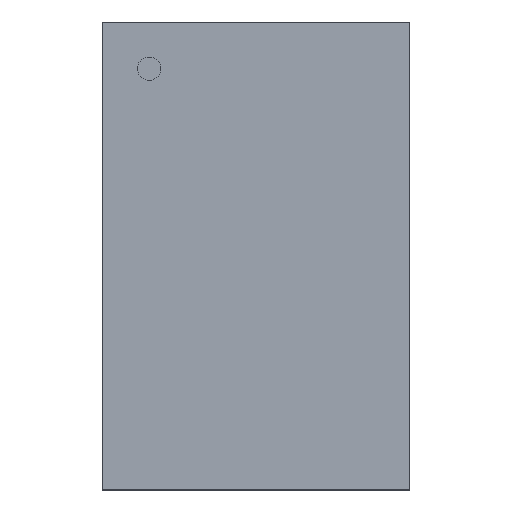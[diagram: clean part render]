
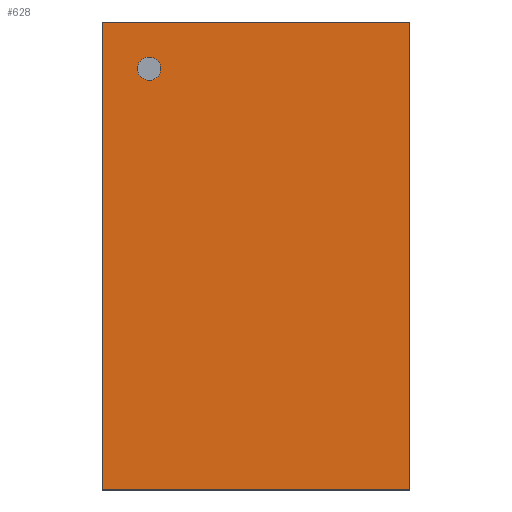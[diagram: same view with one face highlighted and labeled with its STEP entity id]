
A CAD part, top view. The second image highlights one B-rep face of the part: STEP entity #628.
In plain terms, the highlighted planar face has unit normal (0, 0, 1).
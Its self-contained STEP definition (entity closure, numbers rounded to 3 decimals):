
#404=CARTESIAN_POINT('',(0.851,-1.295,1.27));
#403=VERTEX_POINT('',#404);
#414=CARTESIAN_POINT('',(-0.851,-1.295,1.27));
#413=VERTEX_POINT('',#414);
#412=EDGE_CURVE('',#413,#403,#417,.T.);
#417=LINE('',#414,#419);
#419=VECTOR('',#420,1.702);
#420=DIRECTION('',(1.0,0.0,0.0));
#453=CARTESIAN_POINT('',(0.851,1.295,1.27));
#452=VERTEX_POINT('',#453);
#461=EDGE_CURVE('',#403,#452,#466,.T.);
#466=LINE('',#404,#468);
#468=VECTOR('',#469,2.591);
#469=DIRECTION('',(0.0,1.0,0.0));
#502=CARTESIAN_POINT('',(-0.851,1.295,1.27));
#501=VERTEX_POINT('',#502);
#510=EDGE_CURVE('',#452,#501,#515,.T.);
#515=LINE('',#453,#517);
#517=VECTOR('',#518,1.702);
#518=DIRECTION('',(-1.0,0.0,0.0));
#559=EDGE_CURVE('',#501,#413,#564,.T.);
#564=LINE('',#502,#566);
#566=VECTOR('',#567,2.591);
#567=DIRECTION('',(0.0,-1.0,0.0));
#628=ADVANCED_FACE('',(#634),#629,.T.);
#629=PLANE('',#630);
#630=AXIS2_PLACEMENT_3D('',#631,#632,#633);
#631=CARTESIAN_POINT('',(-0.851,-1.295,1.27));
#632=DIRECTION('',(0.0,0.0,1.0));
#633=DIRECTION('',(0.,1.,0.));
#634=FACE_OUTER_BOUND('',#635,.T.);
#635=EDGE_LOOP('',(#636,#646,#656,#666));
#636=ORIENTED_EDGE('',*,*,#412,.T.);
#646=ORIENTED_EDGE('',*,*,#461,.T.);
#656=ORIENTED_EDGE('',*,*,#510,.T.);
#666=ORIENTED_EDGE('',*,*,#559,.T.);
